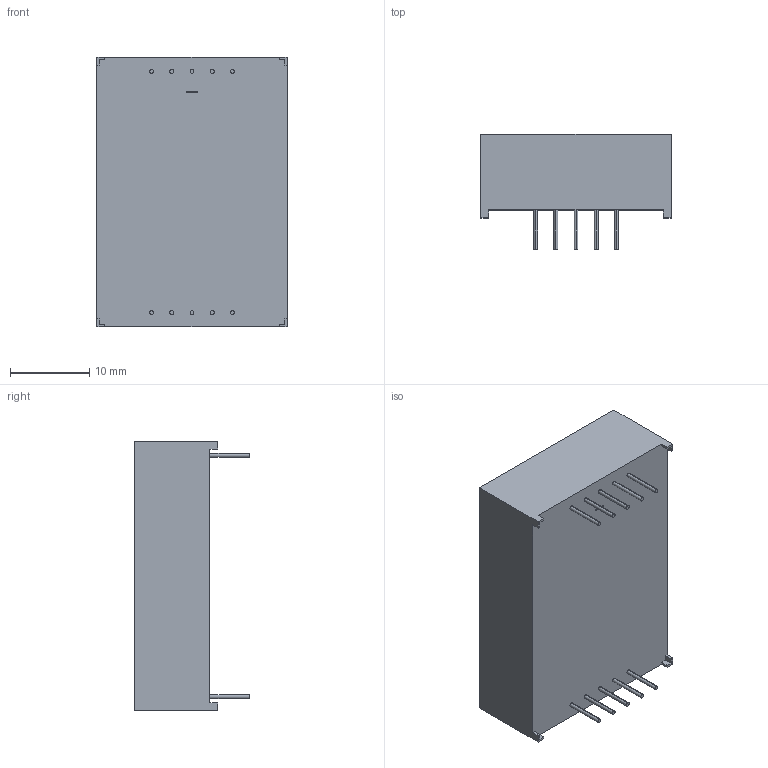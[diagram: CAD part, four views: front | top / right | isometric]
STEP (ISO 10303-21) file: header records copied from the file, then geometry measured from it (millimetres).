
FILE_DESCRIPTION (( 'STEP AP214' ), '1' );
FILE_NAME ('XDxx25x.STEP', '2015-09-09T21:27:23', ( '' ), ( '' ), 'SwSTEP 2.0', 'SolidWorks 2012', '' );
FILE_SCHEMA (( 'AUTOMOTIVE_DESIGN' ));
Length unit declared in the file: millimetre
Products named in the file (1): XDxx25x
Bounding box: 24 x 14.5 x 34 mm (x, y, z)
Volume: 7745.4 mm3; surface area: 2847.3 mm2
Topology: 1 solids, 1 shells, 298 faces, 786 edges, 524 vertices
Faces by surface type: plane 208, bspline 68, cylinder 22
Entity records: 14668 total; most frequent: CARTESIAN_POINT 4805, ORIENTED_EDGE 1572, DIRECTION 1156, EDGE_CURVE 786, VECTOR 606, LINE 606, VERTEX_POINT 524, EDGE_LOOP 332
